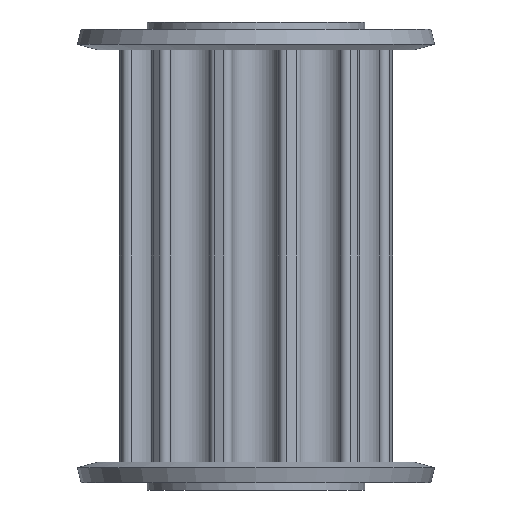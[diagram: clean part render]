
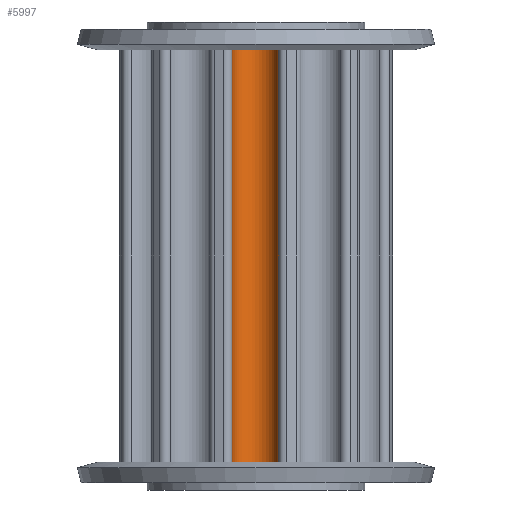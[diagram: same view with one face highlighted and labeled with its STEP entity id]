
A CAD part, front view. The second image highlights one B-rep face of the part: STEP entity #5997.
In plain terms, the highlighted cylindrical face has radius 1.499 mm (diameter 2.997 mm), a partial arc.
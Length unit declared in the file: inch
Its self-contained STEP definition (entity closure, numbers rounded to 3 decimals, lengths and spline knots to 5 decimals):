
#193 = DIRECTION ( 'NONE',  ( 0., 0., -1. ) ) ;
#318 = VERTEX_POINT ( 'NONE', #3800 ) ;
#554 = CARTESIAN_POINT ( 'NONE',  ( -0.061, -0.32733, 0.52165 ) ) ;
#708 = CYLINDRICAL_SURFACE ( 'NONE', #10625, 0.059 ) ;
#712 = AXIS2_PLACEMENT_3D ( 'NONE', #2427, #11441, #5811 ) ;
#740 = VERTEX_POINT ( 'NONE', #12725 ) ;
#1205 = EDGE_CURVE ( 'NONE', #4556, #5254, #3439, .T. ) ;
#1426 = AXIS2_PLACEMENT_3D ( 'NONE', #2835, #13107, #14441 ) ;
#1733 = CARTESIAN_POINT ( 'NONE',  ( -0.002, -0.32733, -0.52165 ) ) ;
#1846 = ORIENTED_EDGE ( 'NONE', *, *, #5280, .T. ) ;
#2031 = DIRECTION ( 'NONE',  ( -1., 0., 0. ) ) ;
#2295 = CARTESIAN_POINT ( 'NONE',  ( -0.002, -0.32733, 0.52165 ) ) ;
#2366 = DIRECTION ( 'NONE',  ( 0., 0., -1. ) ) ;
#2427 = CARTESIAN_POINT ( 'NONE',  ( -0.002, -0.32733, -0.52165 ) ) ;
#2496 = ORIENTED_EDGE ( 'NONE', *, *, #10865, .F. ) ;
#2700 = CARTESIAN_POINT ( 'NONE',  ( -0.061, -0.32733, -0.52165 ) ) ;
#2830 = CIRCLE ( 'NONE', #1426, 0.059 ) ;
#2835 = CARTESIAN_POINT ( 'NONE',  ( -0.002, -0.32733, -0.52165 ) ) ;
#2991 = LINE ( 'NONE', #9590, #9011 ) ;
#3350 = EDGE_LOOP ( 'NONE', ( #11855, #2496, #9914, #10161, #14572, #1846, #11783, #8739 ) ) ;
#3409 = VECTOR ( 'NONE', #193, 39.37008 ) ;
#3439 = LINE ( 'NONE', #554, #3409 ) ;
#3522 = CIRCLE ( 'NONE', #8965, 0.059 ) ;
#3800 = CARTESIAN_POINT ( 'NONE',  ( -0.02765, -0.2742, -0.52165 ) ) ;
#3844 = CARTESIAN_POINT ( 'NONE',  ( 0.057, -0.32733, 0.52165 ) ) ;
#4556 = VERTEX_POINT ( 'NONE', #6968 ) ;
#4641 = VERTEX_POINT ( 'NONE', #12499 ) ;
#4988 = EDGE_CURVE ( 'NONE', #318, #6604, #13455, .T. ) ;
#5254 = VERTEX_POINT ( 'NONE', #2700 ) ;
#5280 = EDGE_CURVE ( 'NONE', #5254, #318, #5927, .T. ) ;
#5560 = VERTEX_POINT ( 'NONE', #3844 ) ;
#5676 = AXIS2_PLACEMENT_3D ( 'NONE', #1733, #8537, #9570 ) ;
#5811 = DIRECTION ( 'NONE',  ( 1., 0., 0. ) ) ;
#5927 = CIRCLE ( 'NONE', #5676, 0.059 ) ;
#5997 = ADVANCED_FACE ( 'NONE', ( #7502 ), #708, .F. ) ;
#6376 = EDGE_CURVE ( 'NONE', #6604, #740, #2830, .T. ) ;
#6604 = VERTEX_POINT ( 'NONE', #12057 ) ;
#6811 = AXIS2_PLACEMENT_3D ( 'NONE', #2295, #13540, #11091 ) ;
#6968 = CARTESIAN_POINT ( 'NONE',  ( -0.061, -0.32733, 0.52165 ) ) ;
#7088 = AXIS2_PLACEMENT_3D ( 'NONE', #14188, #9818, #13078 ) ;
#7502 = FACE_OUTER_BOUND ( 'NONE', #3350, .T. ) ;
#7761 = CARTESIAN_POINT ( 'NONE',  ( -0.002, -0.32733, 0.52165 ) ) ;
#7985 = DIRECTION ( 'NONE',  ( 1., 0., 0. ) ) ;
#8212 = EDGE_CURVE ( 'NONE', #5560, #740, #2991, .T. ) ;
#8537 = DIRECTION ( 'NONE',  ( 0., 0., -1. ) ) ;
#8625 = DIRECTION ( 'NONE',  ( 0., 0., -1. ) ) ;
#8739 = ORIENTED_EDGE ( 'NONE', *, *, #6376, .T. ) ;
#8965 = AXIS2_PLACEMENT_3D ( 'NONE', #7761, #2366, #7985 ) ;
#9011 = VECTOR ( 'NONE', #8625, 39.37008 ) ;
#9570 = DIRECTION ( 'NONE',  ( 1., 0., 0. ) ) ;
#9590 = CARTESIAN_POINT ( 'NONE',  ( 0.057, -0.32733, 0.52165 ) ) ;
#9818 = DIRECTION ( 'NONE',  ( 0., 0., -1. ) ) ;
#9914 = ORIENTED_EDGE ( 'NONE', *, *, #11609, .F. ) ;
#10048 = EDGE_CURVE ( 'NONE', #4556, #4641, #12480, .T. ) ;
#10161 = ORIENTED_EDGE ( 'NONE', *, *, #10048, .F. ) ;
#10625 = AXIS2_PLACEMENT_3D ( 'NONE', #10911, #12162, #2031 ) ;
#10865 = EDGE_CURVE ( 'NONE', #11092, #5560, #3522, .T. ) ;
#10911 = CARTESIAN_POINT ( 'NONE',  ( -0.002, -0.32733, 0.52165 ) ) ;
#11091 = DIRECTION ( 'NONE',  ( 1., 0., 0. ) ) ;
#11092 = VERTEX_POINT ( 'NONE', #12441 ) ;
#11441 = DIRECTION ( 'NONE',  ( 0., 0., -1. ) ) ;
#11609 = EDGE_CURVE ( 'NONE', #4641, #11092, #13694, .T. ) ;
#11783 = ORIENTED_EDGE ( 'NONE', *, *, #4988, .T. ) ;
#11855 = ORIENTED_EDGE ( 'NONE', *, *, #8212, .F. ) ;
#12057 = CARTESIAN_POINT ( 'NONE',  ( 0.0243, -0.27452, -0.52165 ) ) ;
#12162 = DIRECTION ( 'NONE',  ( 0., 0., -1. ) ) ;
#12441 = CARTESIAN_POINT ( 'NONE',  ( 0.0243, -0.27452, 0.52165 ) ) ;
#12480 = CIRCLE ( 'NONE', #6811, 0.059 ) ;
#12499 = CARTESIAN_POINT ( 'NONE',  ( -0.02765, -0.2742, 0.52165 ) ) ;
#12725 = CARTESIAN_POINT ( 'NONE',  ( 0.057, -0.32733, -0.52165 ) ) ;
#13078 = DIRECTION ( 'NONE',  ( 1., 0., 0. ) ) ;
#13107 = DIRECTION ( 'NONE',  ( 0., 0., -1. ) ) ;
#13455 = CIRCLE ( 'NONE', #712, 0.059 ) ;
#13540 = DIRECTION ( 'NONE',  ( 0., 0., -1. ) ) ;
#13694 = CIRCLE ( 'NONE', #7088, 0.059 ) ;
#14188 = CARTESIAN_POINT ( 'NONE',  ( -0.002, -0.32733, 0.52165 ) ) ;
#14441 = DIRECTION ( 'NONE',  ( 1., 0., 0. ) ) ;
#14572 = ORIENTED_EDGE ( 'NONE', *, *, #1205, .T. ) ;
